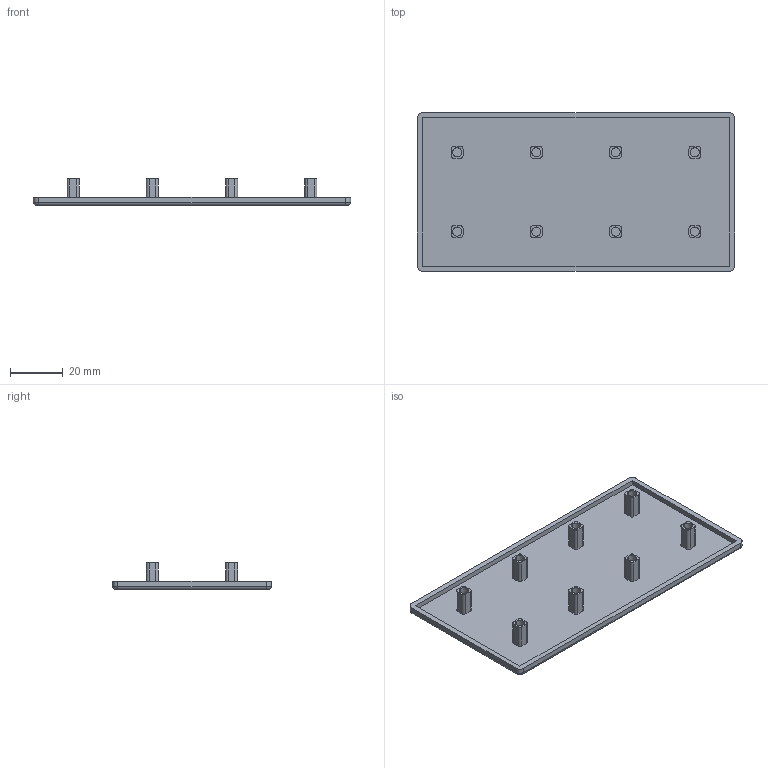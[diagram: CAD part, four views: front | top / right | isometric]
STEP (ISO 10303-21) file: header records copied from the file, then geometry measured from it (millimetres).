
FILE_DESCRIPTION (( 'STEP AP214' ), '1' );
FILE_NAME ('BASE06E1310-Embout 6 120x60.step', '2023-03-24T09:40:38', ( 'Altae' ), ( '' ), 'SwSTEP 2.0', 'SolidWorks 2021', '' );
FILE_SCHEMA (( 'AUTOMOTIVE_DESIGN' ));
Length unit declared in the file: millimetre
Products named in the file (1): BASE06E1310-Embout 6 120x60
Bounding box: 120 x 60 x 10 mm (x, y, z)
Volume: 9225 mm3; surface area: 17961.4 mm2
Topology: 1 solids, 1 shells, 119 faces, 292 edges, 192 vertices
Faces by surface type: plane 59, cylinder 56, torus 4
Entity records: 3572 total; most frequent: DIRECTION 648, CARTESIAN_POINT 604, ORIENTED_EDGE 584, EDGE_CURVE 292, AXIS2_PLACEMENT_3D 236, VERTEX_POINT 192, VECTOR 176, LINE 176
